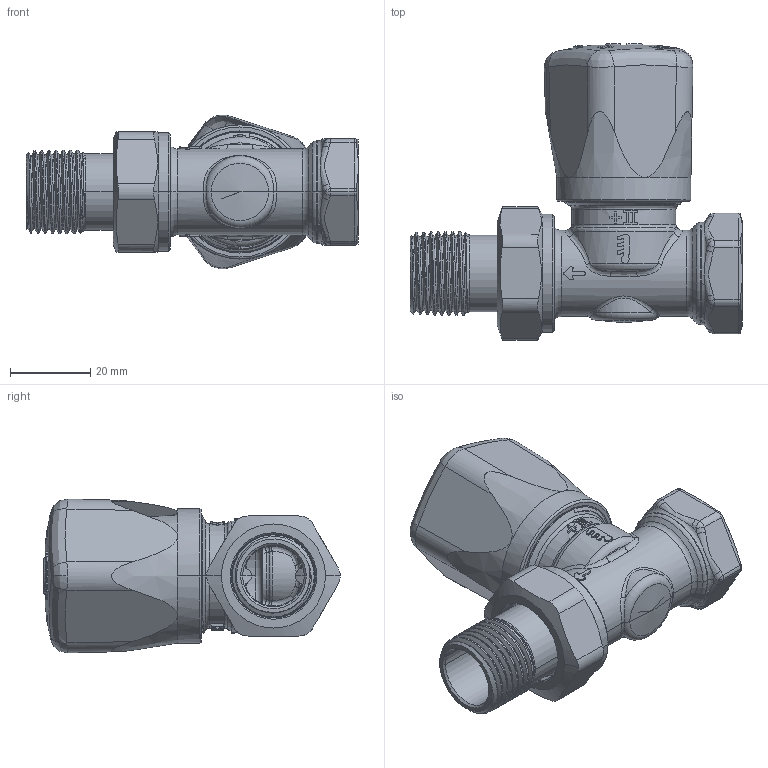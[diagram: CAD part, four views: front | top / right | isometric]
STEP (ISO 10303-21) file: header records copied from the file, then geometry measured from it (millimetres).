
FILE_DESCRIPTION((''),'2;1');
FILE_NAME('3492-02-500-GEWINDE_SW0001','2016-03-31T',('marann'),(''),'PRO/ENGINEER BY PARAMETRIC TECHNOLOGY CORPORATION, 2011490','PRO/ENGINEER BY PARAMETRIC TECHNOLOGY CORPORATION, 2011490','');
FILE_SCHEMA(('CONFIG_CONTROL_DESIGN'));
Products named in the file (1): 3492-02-500-GEWINDE_SW0001
Bounding box: 82.95 x 74.1 x 38.39 mm (x, y, z)
Volume: 24192.4 mm3; surface area: 32264.5 mm2
Topology: 2 solids, 3 shells, 1217 faces, 3241 edges, 2066 vertices
Faces by surface type: plane 554, cylinder 266, bspline 142, cone 141, torus 78, sphere 36
Entity records: 69746 total; most frequent: CARTESIAN_POINT 40971, ORIENTED_EDGE 6462, DIRECTION 5532, EDGE_CURVE 3231, AXIS2_PLACEMENT_3D 2210, VERTEX_POINT 2063, EDGE_LOOP 1266, FACE_OUTER_BOUND 1217
